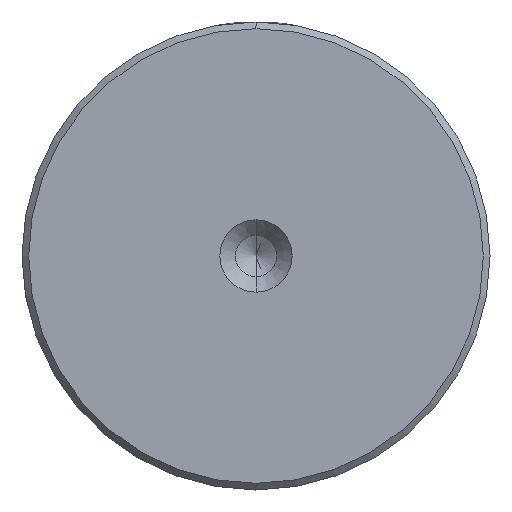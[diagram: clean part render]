
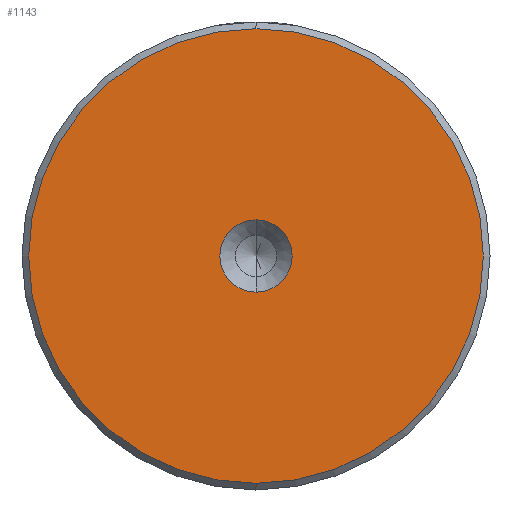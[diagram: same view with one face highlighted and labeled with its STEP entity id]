
A CAD part, left-side view. The second image highlights one B-rep face of the part: STEP entity #1143.
In plain terms, the highlighted planar face has unit normal (-1, 0, 0).
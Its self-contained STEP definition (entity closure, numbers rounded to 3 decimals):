
#22 = VERTEX_POINT ( 'NONE', #667 ) ;
#49 = EDGE_CURVE ( 'NONE', #22, #2276, #1320, .T. ) ;
#148 = CIRCLE ( 'NONE', #1412, 17. ) ;
#151 = DIRECTION ( 'NONE',  ( 0., 0., 1. ) ) ;
#173 = ORIENTED_EDGE ( 'NONE', *, *, #1131, .T. ) ;
#247 = CARTESIAN_POINT ( 'NONE',  ( 0., 0., 0. ) ) ;
#269 = VERTEX_POINT ( 'NONE', #1931 ) ;
#313 = CARTESIAN_POINT ( 'NONE',  ( 0., 0., 17. ) ) ;
#322 = CARTESIAN_POINT ( 'NONE',  ( 0., 0., 0. ) ) ;
#323 = DIRECTION ( 'NONE',  ( -1., 0., 0. ) ) ;
#415 = DIRECTION ( 'NONE',  ( 0., 0., 1. ) ) ;
#493 = DIRECTION ( 'NONE',  ( 0., 0., 1. ) ) ;
#524 = DIRECTION ( 'NONE',  ( -1., 0., 0. ) ) ;
#560 = FACE_BOUND ( 'NONE', #999, .T. ) ;
#561 = CARTESIAN_POINT ( 'NONE',  ( 0., 0., 0. ) ) ;
#667 = CARTESIAN_POINT ( 'NONE',  ( 0., 0., 2.7 ) ) ;
#677 = EDGE_LOOP ( 'NONE', ( #980, #173 ) ) ;
#699 = DIRECTION ( 'NONE',  ( 0., 0., 1. ) ) ;
#921 = EDGE_CURVE ( 'NONE', #269, #1940, #1821, .T. ) ;
#980 = ORIENTED_EDGE ( 'NONE', *, *, #921, .T. ) ;
#984 = CIRCLE ( 'NONE', #2124, 2.7 ) ;
#999 = EDGE_LOOP ( 'NONE', ( #1312, #1989 ) ) ;
#1026 = DIRECTION ( 'NONE',  ( -1., 0., 0. ) ) ;
#1131 = EDGE_CURVE ( 'NONE', #1940, #269, #148, .T. ) ;
#1143 = ADVANCED_FACE ( 'NONE', ( #1961, #560 ), #1749, .T. ) ;
#1211 = DIRECTION ( 'NONE',  ( -1., 0., 0. ) ) ;
#1272 = AXIS2_PLACEMENT_3D ( 'NONE', #561, #524, #493 ) ;
#1312 = ORIENTED_EDGE ( 'NONE', *, *, #49, .F. ) ;
#1320 = CIRCLE ( 'NONE', #1272, 2.7 ) ;
#1390 = CARTESIAN_POINT ( 'NONE',  ( 0., 0., 0. ) ) ;
#1412 = AXIS2_PLACEMENT_3D ( 'NONE', #2258, #1211, #151 ) ;
#1486 = DIRECTION ( 'NONE',  ( -1., 0., 0. ) ) ;
#1569 = DIRECTION ( 'NONE',  ( 0., 0., 1. ) ) ;
#1749 = PLANE ( 'NONE',  #1869 ) ;
#1821 = CIRCLE ( 'NONE', #2028, 17. ) ;
#1869 = AXIS2_PLACEMENT_3D ( 'NONE', #322, #1026, #699 ) ;
#1931 = CARTESIAN_POINT ( 'NONE',  ( 0., 0., -17. ) ) ;
#1940 = VERTEX_POINT ( 'NONE', #313 ) ;
#1954 = EDGE_CURVE ( 'NONE', #2276, #22, #984, .T. ) ;
#1961 = FACE_OUTER_BOUND ( 'NONE', #677, .T. ) ;
#1989 = ORIENTED_EDGE ( 'NONE', *, *, #1954, .F. ) ;
#2028 = AXIS2_PLACEMENT_3D ( 'NONE', #247, #1486, #415 ) ;
#2090 = CARTESIAN_POINT ( 'NONE',  ( 0., 0., -2.7 ) ) ;
#2124 = AXIS2_PLACEMENT_3D ( 'NONE', #1390, #323, #1569 ) ;
#2258 = CARTESIAN_POINT ( 'NONE',  ( 0., 0., 0. ) ) ;
#2276 = VERTEX_POINT ( 'NONE', #2090 ) ;
